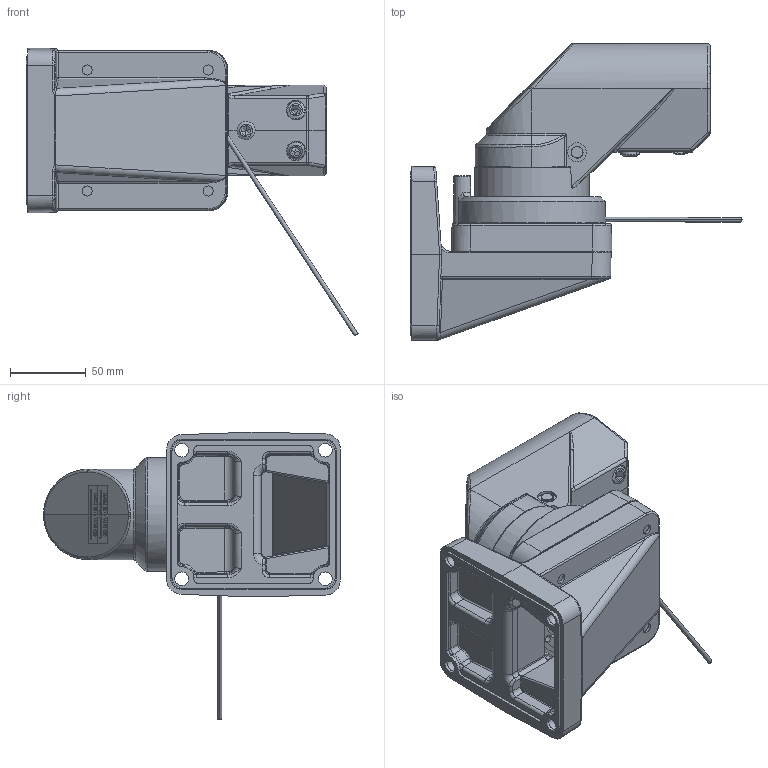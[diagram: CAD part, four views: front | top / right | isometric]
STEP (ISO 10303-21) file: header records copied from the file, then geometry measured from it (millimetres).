
FILE_DESCRIPTION (( 'STEP AP214' ), '1' );
FILE_NAME ('49497000.STEP', '2009-02-25T14:51:42', ( ' ' ), ( '' ), 'SwSTEP 2.0', 'SolidWorks 2008', '' );
FILE_SCHEMA (( 'AUTOMOTIVE_DESIGN' ));
Length unit declared in the file: millimetre
Products named in the file (20): 82164_Standard; 92146_Standard; 94658_Standard; 12034_Standard; 83046_Standard; 82193_Standard; 93201_Standard; 84107_Standard; 12028_Standard; 82192_Standard; 93278_Standard; 49497000; 82011_Standard; 12031_Standard; 93220_Standard; 93242_Standard; 84106_Standard
Assembly tree (30 placements, depth 3):
  49497000
    93220_Standard  x3
    93242_Standard  x6
    92146_Standard
    12031_Standard
      12031_Standard
    93201_Standard  x4
    12034_Standard
      12034_Standard
    94658_Standard  x2
    84106_Standard
    82193_Standard
    82011_Standard
    82164_Standard
    12028_Standard
      12028_Standard
    83046_Standard
    84107_Standard
    93278_Standard
    82192_Standard
Bounding box: 219.54 x 196.37 x 190.34 mm (x, y, z)
Volume: 809660 mm3; surface area: 268052.9 mm2
Topology: 117 solids, 117 shells, 2687 faces, 6509 edges, 4081 vertices
Faces by surface type: plane 1084, bspline 867, cylinder 431, torus 180, cone 112, sphere 13
Entity records: 125576 total; most frequent: CARTESIAN_POINT 58233, ORIENTED_EDGE 11956, DIRECTION 8328, EDGE_CURVE 5978, VERTEX_POINT 3801, VECTOR 2988, LINE 2988, AXIS2_PLACEMENT_3D 2670
